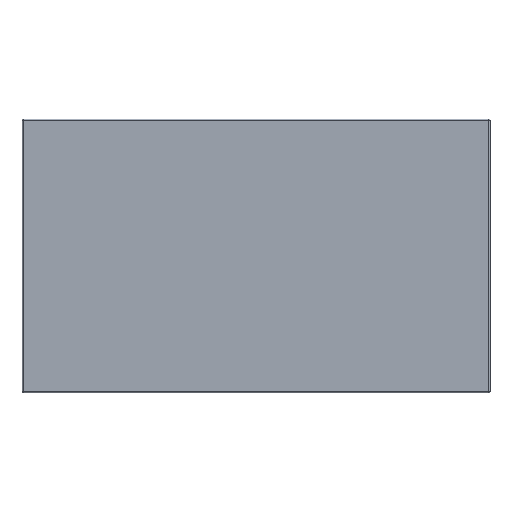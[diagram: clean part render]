
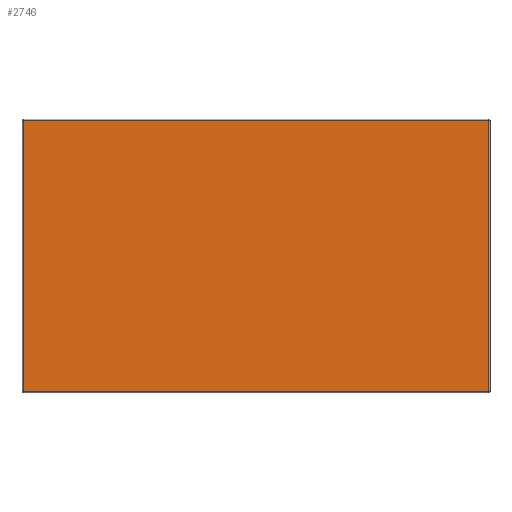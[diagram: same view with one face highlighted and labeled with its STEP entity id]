
A CAD part, front view. The second image highlights one B-rep face of the part: STEP entity #2746.
In plain terms, the highlighted planar face has unit normal (0, -1, 0).
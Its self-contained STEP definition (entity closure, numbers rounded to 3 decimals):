
#2 = LINE ( 'NONE', #2352, #5237 ) ;
#55 = DIRECTION ( 'NONE',  ( 0., 1., 0. ) ) ;
#117 = VECTOR ( 'NONE', #2270, 1000. ) ;
#155 = EDGE_CURVE ( 'NONE', #3194, #2486, #2, .T. ) ;
#409 = CARTESIAN_POINT ( 'NONE',  ( 12.27, -1., -3.57 ) ) ;
#480 = EDGE_CURVE ( 'NONE', #4934, #3194, #2651, .T. ) ;
#605 = ORIENTED_EDGE ( 'NONE', *, *, #818, .T. ) ;
#818 = EDGE_CURVE ( 'NONE', #1608, #4934, #1398, .T. ) ;
#884 = VECTOR ( 'NONE', #3606, 1000. ) ;
#1012 = CARTESIAN_POINT ( 'NONE',  ( 12.3, -1., -3.6 ) ) ;
#1177 = CARTESIAN_POINT ( 'NONE',  ( 0.03, -1., -3.6 ) ) ;
#1260 = CARTESIAN_POINT ( 'NONE',  ( 0.03, -1., -3.57 ) ) ;
#1398 = LINE ( 'NONE', #4297, #117 ) ;
#1488 = PLANE ( 'NONE',  #4117 ) ;
#1516 = ORIENTED_EDGE ( 'NONE', *, *, #480, .T. ) ;
#1608 = VERTEX_POINT ( 'NONE', #3468 ) ;
#2126 = LINE ( 'NONE', #3622, #884 ) ;
#2244 = CARTESIAN_POINT ( 'NONE',  ( 0.03, -1., 3.57 ) ) ;
#2270 = DIRECTION ( 'NONE',  ( -1., 0., 0. ) ) ;
#2352 = CARTESIAN_POINT ( 'NONE',  ( 12.3, -1., -3.57 ) ) ;
#2486 = VERTEX_POINT ( 'NONE', #409 ) ;
#2651 = LINE ( 'NONE', #1177, #4667 ) ;
#2746 = ADVANCED_FACE ( 'NONE', ( #4920 ), #1488, .F. ) ;
#2997 = EDGE_LOOP ( 'NONE', ( #605, #1516, #5330, #3304 ) ) ;
#3194 = VERTEX_POINT ( 'NONE', #1260 ) ;
#3304 = ORIENTED_EDGE ( 'NONE', *, *, #5442, .T. ) ;
#3468 = CARTESIAN_POINT ( 'NONE',  ( 12.27, -1., 3.57 ) ) ;
#3606 = DIRECTION ( 'NONE',  ( 0., 0., 1. ) ) ;
#3615 = DIRECTION ( 'NONE',  ( 0., 0., -1. ) ) ;
#3622 = CARTESIAN_POINT ( 'NONE',  ( 12.27, -1., -3.6 ) ) ;
#4117 = AXIS2_PLACEMENT_3D ( 'NONE', #1012, #55, #4389 ) ;
#4297 = CARTESIAN_POINT ( 'NONE',  ( 12.3, -1., 3.57 ) ) ;
#4389 = DIRECTION ( 'NONE',  ( 0., 0., 1. ) ) ;
#4667 = VECTOR ( 'NONE', #3615, 1000. ) ;
#4767 = DIRECTION ( 'NONE',  ( 1., 0., 0. ) ) ;
#4920 = FACE_OUTER_BOUND ( 'NONE', #2997, .T. ) ;
#4934 = VERTEX_POINT ( 'NONE', #2244 ) ;
#5237 = VECTOR ( 'NONE', #4767, 1000. ) ;
#5330 = ORIENTED_EDGE ( 'NONE', *, *, #155, .T. ) ;
#5442 = EDGE_CURVE ( 'NONE', #2486, #1608, #2126, .T. ) ;
